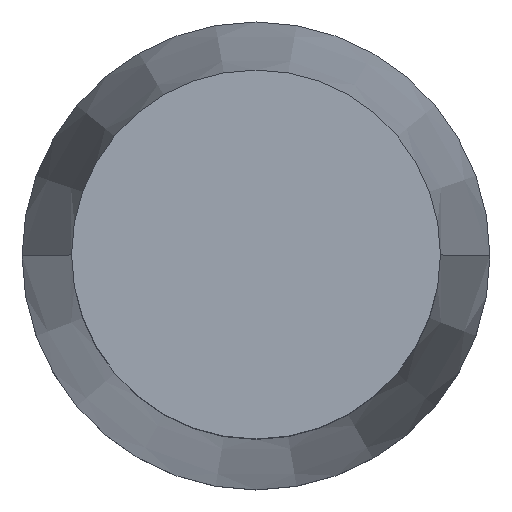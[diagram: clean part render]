
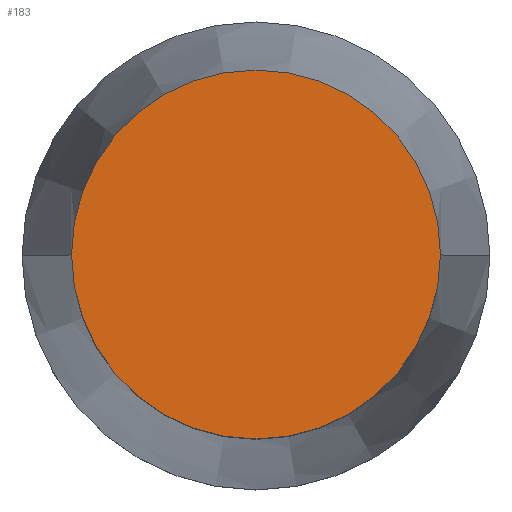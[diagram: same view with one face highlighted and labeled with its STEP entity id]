
A CAD part, top view. The second image highlights one B-rep face of the part: STEP entity #183.
In plain terms, the highlighted planar face has unit normal (0, 0, 1).
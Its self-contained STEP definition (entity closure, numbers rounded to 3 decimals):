
#109 = AXIS2_PLACEMENT_3D ( 'NONE', #299, #238, #699 ) ;
#127 = EDGE_LOOP ( 'NONE', ( #702, #174 ) ) ;
#128 = CARTESIAN_POINT ( 'NONE',  ( 10.25, 0., 0. ) ) ;
#141 = CARTESIAN_POINT ( 'NONE',  ( -10.25, 0., 0. ) ) ;
#174 = ORIENTED_EDGE ( 'NONE', *, *, #604, .T. ) ;
#183 = ADVANCED_FACE ( 'NONE', ( #505 ), #242, .F. ) ;
#206 = DIRECTION ( 'NONE',  ( 0., 0., 1. ) ) ;
#238 = DIRECTION ( 'NONE',  ( 0., 0., -1. ) ) ;
#242 = PLANE ( 'NONE',  #109 ) ;
#272 = VERTEX_POINT ( 'NONE', #141 ) ;
#299 = CARTESIAN_POINT ( 'NONE',  ( 0., 0., 0. ) ) ;
#357 = CIRCLE ( 'NONE', #378, 10.25 ) ;
#376 = EDGE_CURVE ( 'NONE', #558, #272, #611, .T. ) ;
#378 = AXIS2_PLACEMENT_3D ( 'NONE', #553, #557, #613 ) ;
#505 = FACE_OUTER_BOUND ( 'NONE', #127, .T. ) ;
#553 = CARTESIAN_POINT ( 'NONE',  ( 0., 0., 0. ) ) ;
#557 = DIRECTION ( 'NONE',  ( 0., 0., 1. ) ) ;
#558 = VERTEX_POINT ( 'NONE', #128 ) ;
#593 = DIRECTION ( 'NONE',  ( 1., 0., 0. ) ) ;
#604 = EDGE_CURVE ( 'NONE', #272, #558, #357, .T. ) ;
#611 = CIRCLE ( 'NONE', #718, 10.25 ) ;
#613 = DIRECTION ( 'NONE',  ( 1., 0., 0. ) ) ;
#660 = CARTESIAN_POINT ( 'NONE',  ( 0., 0., 0. ) ) ;
#699 = DIRECTION ( 'NONE',  ( -1., 0., 0. ) ) ;
#702 = ORIENTED_EDGE ( 'NONE', *, *, #376, .T. ) ;
#718 = AXIS2_PLACEMENT_3D ( 'NONE', #660, #206, #593 ) ;
